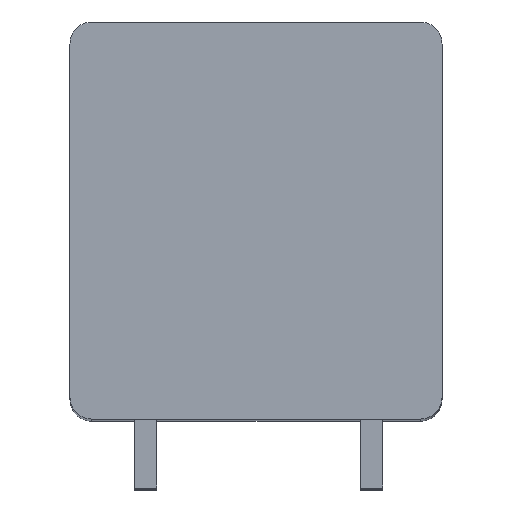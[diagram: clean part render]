
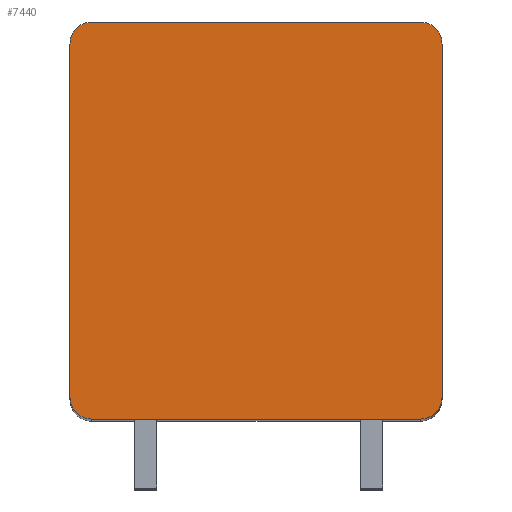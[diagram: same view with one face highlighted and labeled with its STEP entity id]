
A CAD part, top view. The second image highlights one B-rep face of the part: STEP entity #7440.
In plain terms, the highlighted planar face has unit normal (0, 0, 1).
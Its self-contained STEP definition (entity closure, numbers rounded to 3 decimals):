
#1291=CARTESIAN_POINT('',(-5.95,6.4,2.5));
#1292=DIRECTION('',(0.,0.,1.));
#1293=DIRECTION('',(0.,1.,0.));
#1294=AXIS2_PLACEMENT_3D('',#1291,#1292,#1293);
#1296=DIRECTION('',(-1.,0.,0.));
#1297=VECTOR('',#1296,11.9);
#1298=CARTESIAN_POINT('',(5.95,7.2,2.5));
#1299=LINE('',#1298,#1297);
#1300=CARTESIAN_POINT('',(5.95,6.4,2.5));
#1301=DIRECTION('',(0.,0.,1.));
#1302=DIRECTION('',(1.,0.,0.));
#1303=AXIS2_PLACEMENT_3D('',#1300,#1301,#1302);
#1305=DIRECTION('',(0.,1.,0.));
#1306=VECTOR('',#1305,12.8);
#1307=CARTESIAN_POINT('',(6.75,-6.4,2.5));
#1308=LINE('',#1307,#1306);
#1309=CARTESIAN_POINT('',(5.95,-6.4,2.5));
#1310=DIRECTION('',(0.,0.,1.));
#1311=DIRECTION('',(0.,-1.,0.));
#1312=AXIS2_PLACEMENT_3D('',#1309,#1310,#1311);
#1314=DIRECTION('',(1.,0.,0.));
#1315=VECTOR('',#1314,11.9);
#1316=CARTESIAN_POINT('',(-5.95,-7.2,2.5));
#1317=LINE('',#1316,#1315);
#1318=CARTESIAN_POINT('',(-5.95,-6.4,2.5));
#1319=DIRECTION('',(0.,0.,1.));
#1320=DIRECTION('',(-1.,0.,0.));
#1321=AXIS2_PLACEMENT_3D('',#1318,#1319,#1320);
#1323=DIRECTION('',(0.,-1.,0.));
#1324=VECTOR('',#1323,12.8);
#1325=CARTESIAN_POINT('',(-6.75,6.4,2.5));
#1326=LINE('',#1325,#1324);
#5291=CARTESIAN_POINT('',(-5.95,7.2,2.5));
#5292=VERTEX_POINT('',#5291);
#5293=CARTESIAN_POINT('',(-6.75,6.4,2.5));
#5294=VERTEX_POINT('',#5293);
#5299=CARTESIAN_POINT('',(6.75,6.4,2.5));
#5300=VERTEX_POINT('',#5299);
#5301=CARTESIAN_POINT('',(5.95,7.2,2.5));
#5302=VERTEX_POINT('',#5301);
#5307=CARTESIAN_POINT('',(-6.75,-6.4,2.5));
#5308=VERTEX_POINT('',#5307);
#5309=CARTESIAN_POINT('',(-5.95,-7.2,2.5));
#5310=VERTEX_POINT('',#5309);
#5315=CARTESIAN_POINT('',(5.95,-7.2,2.5));
#5316=VERTEX_POINT('',#5315);
#5317=CARTESIAN_POINT('',(6.75,-6.4,2.5));
#5318=VERTEX_POINT('',#5317);
#7425=CARTESIAN_POINT('',(0.,0.,2.5));
#7426=DIRECTION('',(0.,0.,1.));
#7427=DIRECTION('',(1.,0.,0.));
#7428=AXIS2_PLACEMENT_3D('',#7425,#7426,#7427);
#7429=PLANE('',#7428);
#7430=ORIENTED_EDGE('',*,*,#6655,.F.);
#7431=ORIENTED_EDGE('',*,*,#6671,.F.);
#7432=ORIENTED_EDGE('',*,*,#6900,.F.);
#7433=ORIENTED_EDGE('',*,*,#6915,.F.);
#7434=ORIENTED_EDGE('',*,*,#7108,.F.);
#7435=ORIENTED_EDGE('',*,*,#7121,.F.);
#7436=ORIENTED_EDGE('',*,*,#7316,.F.);
#7437=ORIENTED_EDGE('',*,*,#7328,.F.);
#7438=EDGE_LOOP('',(#7430,#7431,#7432,#7433,#7434,#7435,#7436,#7437));
#7439=FACE_OUTER_BOUND('',#7438,.F.);
#1295=CIRCLE('',#1294,0.8);
#1304=CIRCLE('',#1303,0.8);
#1313=CIRCLE('',#1312,0.8);
#1322=CIRCLE('',#1321,0.8);
#6655=EDGE_CURVE('',#5292,#5294,#1295,.T.);
#6671=EDGE_CURVE('',#5302,#5292,#1299,.T.);
#6900=EDGE_CURVE('',#5300,#5302,#1304,.T.);
#6915=EDGE_CURVE('',#5318,#5300,#1308,.T.);
#7108=EDGE_CURVE('',#5316,#5318,#1313,.T.);
#7121=EDGE_CURVE('',#5310,#5316,#1317,.T.);
#7316=EDGE_CURVE('',#5308,#5310,#1322,.T.);
#7328=EDGE_CURVE('',#5294,#5308,#1326,.T.);
#7440=ADVANCED_FACE('',(#7439),#7429,.T.);
